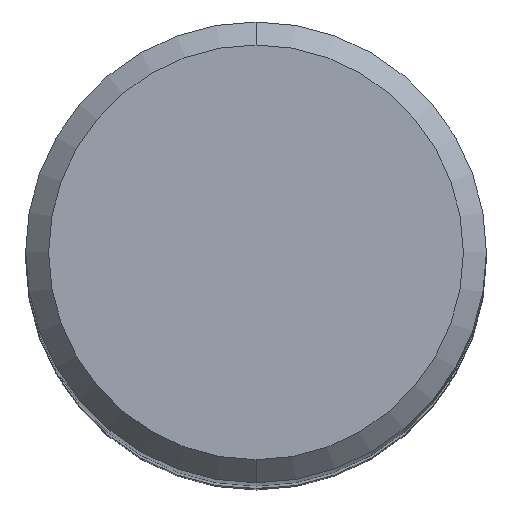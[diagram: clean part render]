
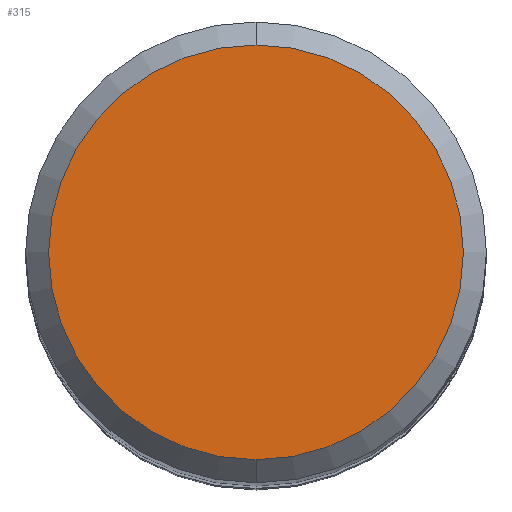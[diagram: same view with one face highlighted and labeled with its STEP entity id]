
A CAD part, top view. The second image highlights one B-rep face of the part: STEP entity #315.
In plain terms, the highlighted planar face has unit normal (0, 0, 1).
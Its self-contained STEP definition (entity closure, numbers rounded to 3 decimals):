
#201=EDGE_CURVE('',#369,#311,#535,.T.);
#311=VERTEX_POINT('',#661);
#315=ADVANCED_FACE('',(#665),#666,.T.);
#369=VERTEX_POINT('',#723);
#461=EDGE_CURVE('',#311,#369,#822,.T.);
#535=CIRCLE('',#896,5.4);
#661=CARTESIAN_POINT('',(0.,-5.4,0.0));
#665=FACE_OUTER_BOUND('',#1174,.T.);
#666=PLANE('',#1175);
#723=CARTESIAN_POINT('',(0.0,5.4,0.0));
#822=CIRCLE('',#1556,5.4);
#896=AXIS2_PLACEMENT_3D('',#1631,#1632,#1633);
#1174=EDGE_LOOP('',(#1815,#1816));
#1175=AXIS2_PLACEMENT_3D('',#1817,#1818,#1819);
#1556=AXIS2_PLACEMENT_3D('',#1948,#1949,#1950);
#1631=CARTESIAN_POINT('',(0.0,0.0,0.0));
#1632=DIRECTION('',(0.0,0.0,-1.0));
#1633=DIRECTION('',(0.0,1.0,0.0));
#1815=ORIENTED_EDGE('',*,*,#201,.F.);
#1816=ORIENTED_EDGE('',*,*,#461,.F.);
#1817=CARTESIAN_POINT('',(0.0,2.7,0.0));
#1818=DIRECTION('',(-0.0,0.0,1.0));
#1819=DIRECTION('',(0.0,-1.0,0.0));
#1948=CARTESIAN_POINT('',(0.0,0.0,0.0));
#1949=DIRECTION('',(0.0,0.0,-1.0));
#1950=DIRECTION('',(0.0,1.0,0.0));
